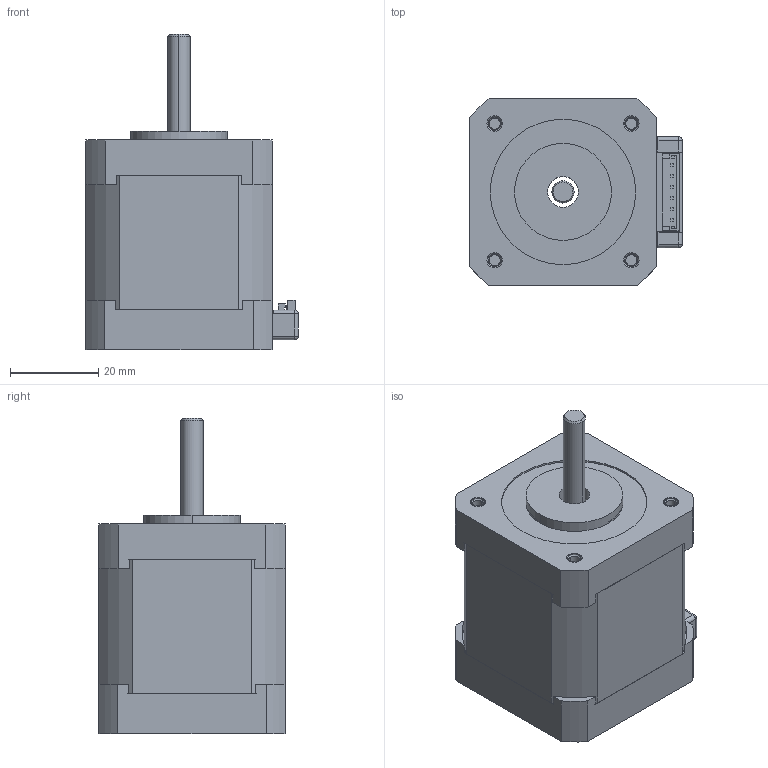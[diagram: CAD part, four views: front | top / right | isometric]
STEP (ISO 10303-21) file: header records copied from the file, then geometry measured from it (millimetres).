
FILE_DESCRIPTION((''),'2;1');
FILE_NAME('FL42STC47-1684A-3D_ASM','2021-03-19T11:17:54',('yangle'),(''),'CREO PARAMETRIC BY PTC INC, 2017110','CREO PARAMETRIC BY PTC INC, 2017110','');
FILE_SCHEMA(('CONFIG_CONTROL_DESIGN'));
Length unit declared in the file: millimetre
Products named in the file (11): FL42STH47-ST-1; 1_1_01_EB421-003MH_AF0; 1_1_02_EB421-003_ASM; 1_1_15_PL421-016; 1_1_18_PCB42-002; 1_2_10_100090; 1_1_13_PL424-007; 1_1_04_EB422-064; 1_2_05_130046; FL42STC-SF42; FL42STC47-1684A-3D_ASM
Assembly tree (13 placements, depth 3):
  FL42STC47-1684A-3D_ASM
    FL42STH47-ST-1
    1_1_02_EB421-003_ASM
      1_1_01_EB421-003MH_AF0
    1_1_15_PL421-016
    1_1_18_PCB42-002
    1_2_10_100090
    1_1_13_PL424-007
    1_1_04_EB422-064
    1_2_05_130046  x4
    FL42STC-SF42
Bounding box: 48.2 x 42.3 x 71.6 mm (x, y, z)
Volume: 57104.9 mm3; surface area: 39815.6 mm2
Topology: 12 solids, 20 shells, 880 faces, 2384 edges, 1556 vertices
Faces by surface type: plane 537, cylinder 285, cone 34, sphere 16, torus 8
Entity records: 24681 total; most frequent: CARTESIAN_POINT 4544, ORIENTED_EDGE 4172, DIRECTION 4150, EDGE_CURVE 2096, VECTOR 1482, LINE 1482, VERTEX_POINT 1376, AXIS2_PLACEMENT_3D 1334
